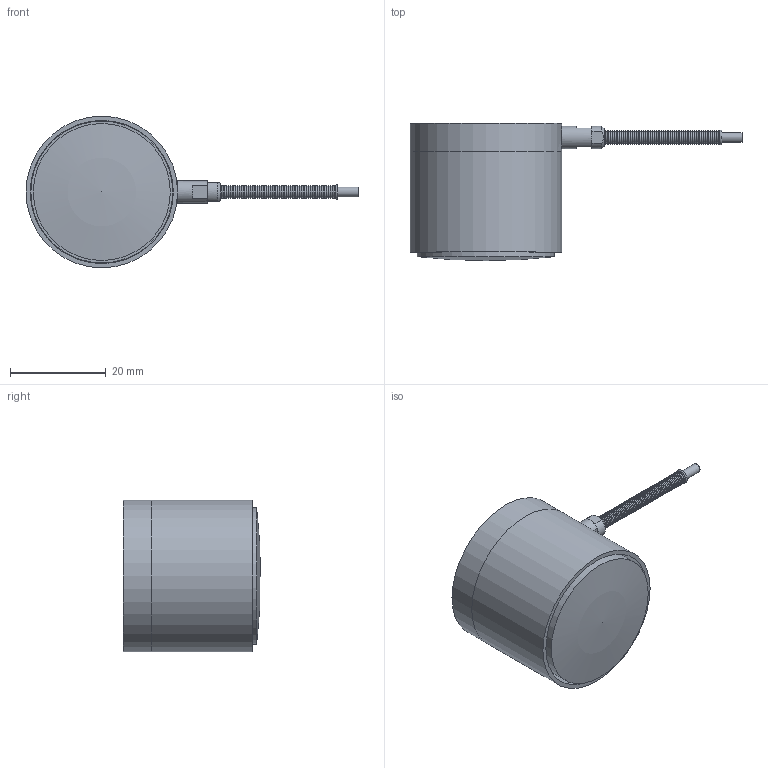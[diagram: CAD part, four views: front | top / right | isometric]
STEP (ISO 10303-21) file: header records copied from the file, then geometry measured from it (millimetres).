
FILE_DESCRIPTION(/* description */ (''),/* implementation_level */ '2;1');
FILE_NAME(/* name */ 'LCA310.stp',/* time_stamp */ '2014-09-15T11:53:52-07:00',/* author */ ('elkolino'),/* organization */ (''),/* preprocessor_version */ 'ST-DEVELOPER v15.2',/* originating_system */ 'Autodesk Inventor 2014',/* authorisation */ '');
FILE_SCHEMA (('AUTOMOTIVE_DESIGN { 1 0 10303 214 3 1 1 }'));
Length unit declared in the file: inch
Products named in the file (1): LCA310
Bounding box: 69.53 x 28.7 x 31.75 mm (x, y, z)
Volume: 20969.3 mm3; surface area: 9285.6 mm2
Topology: 1 solids, 3 shells, 143 faces, 314 edges, 179 vertices
Faces by surface type: torus 72, plane 41, cylinder 27, cone 2, sphere 1
Full cylindrical faces by diameter (mm): 1.943 x1, 2.007 x1, 2.083 x2, 2.705 x1, 2.794 x1, 3.023 x2, 3.048 x1, 3.175 x1, 4.699 x1, 7.112 x1, 7.696 x1, 7.874 x1, 28.702 x1, 29.718 x1, 29.972 x1, 31.75 x2
Entity records: 3544 total; most frequent: DIRECTION 628, CARTESIAN_POINT 614, ORIENTED_EDGE 422, AXIS2_PLACEMENT_3D 290, EDGE_LOOP 250, EDGE_CURVE 209, VERTEX_POINT 169, CIRCLE 146
